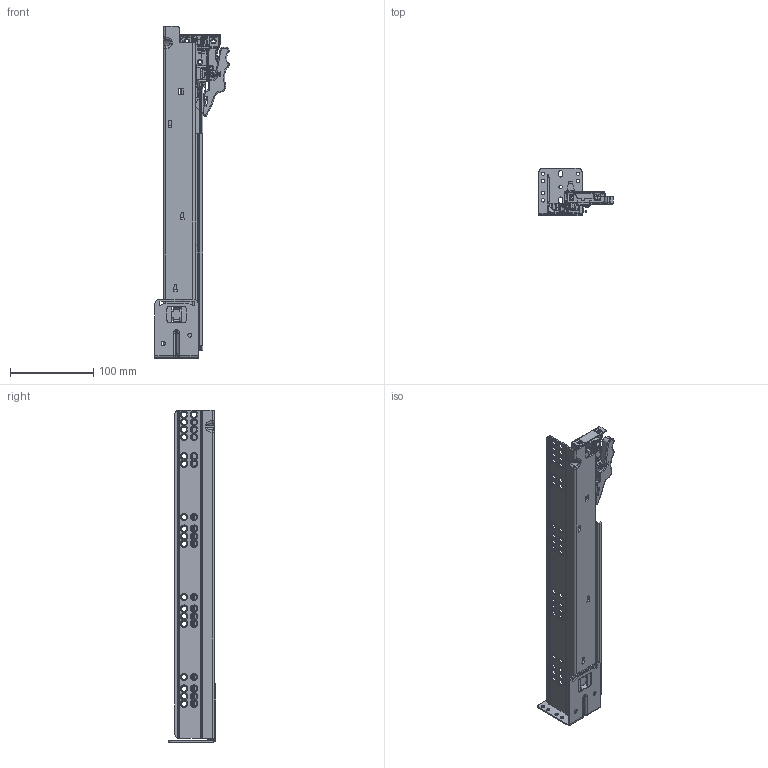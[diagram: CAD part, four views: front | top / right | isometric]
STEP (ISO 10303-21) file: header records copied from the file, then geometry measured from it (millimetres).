
FILE_DESCRIPTION (( 'STEP AP214' ), '1' );
FILE_NAME ('FR_3001.15inch_min_closed_left.STEP', '2022-10-31T12:18:42', ( '' ), ( '' ), 'SwSTEP 2.0', 'SolidWorks 2020', '' );
FILE_SCHEMA (( 'AUTOMOTIVE_DESIGN' ));
Length unit declared in the file: millimetre
Products named in the file (30): FR 3001.15-03.C047; FR 3XXX LOCATING BLOCK LEFT; FR 3XXX END CAP; 3001.XXX-03.C047_NL  15; FR 3XXX ECD PIN; FR 3XXX ECD LATCH PIVOT LEFT; FR 3XXX HANDLE SCREW; FR 3XXX ECD HOUSING LEFT; FR 3XXX ECD LEFT_ECD LEFT CLOSED; FR 3001 REAR BRACKET; FR 3XXX ECD DAMPER CYLINDER; FR 3XXX L_R ADJUSTMENT THREAD; FR 3XXX THUMBWHEEL; FR 3XXX LOCKING HANDLE LEFT; FR_3001.15inch_min_closed_left; FR 3XXX METAL PLATE LEFT; 3001.XXX-02.C047_NL 15; FR 3XXX HOOK; FR 3XXX ECD LONG SPRING; FR 3XXX.XXX-04; FR 3XXX HOUSING SCREW; FR 3XXX SLIDER LEFT; FR 3XXX ECD DAMPER ROD; FR 3XXX PLASTIC HOUSING LEFT; FR 3001.15-01.C047; FR 3XXX CLOSE ADJUSTMENT LEFT; FR 3XXX ECD LATCH LEFT; FR 3001.15-02.C047; FR 3XXX ECD SHORT SPRING LEFT; 3001.XXX-01.C047_NL  15 CLOSED
Assembly tree (32 placements, depth 4):
  FR_3001.15inch_min_closed_left
    3001.XXX-01.C047_NL  15 CLOSED
      FR 3001.15-01.C047
      FR 3XXX ECD LEFT_ECD LEFT CLOSED
        FR 3XXX ECD HOUSING LEFT
        FR 3XXX ECD SHORT SPRING LEFT
        FR 3XXX ECD LONG SPRING
        FR 3XXX ECD DAMPER CYLINDER
        FR 3XXX ECD DAMPER ROD
        FR 3XXX ECD LATCH PIVOT LEFT
        FR 3XXX ECD LATCH LEFT
    3001.XXX-02.C047_NL 15
      FR 3001.15-02.C047
    3001.XXX-03.C047_NL  15
      FR 3XXX END CAP
      FR 3001.15-03.C047
      FR 3XXX ECD PIN
      FR 3XXX HOOK
    FR 3XXX.XXX-04
      FR 3XXX METAL PLATE LEFT
      FR 3XXX PLASTIC HOUSING LEFT
      FR 3XXX SLIDER LEFT
      FR 3XXX L_R ADJUSTMENT THREAD
      FR 3XXX HANDLE SCREW
      FR 3XXX CLOSE ADJUSTMENT LEFT
      FR 3XXX LOCATING BLOCK LEFT
      FR 3XXX LOCKING HANDLE LEFT
      FR 3XXX THUMBWHEEL  x2
      FR 3XXX HOUSING SCREW  x3
    FR 3001 REAR BRACKET
Bounding box: 89.06 x 57 x 398.5 mm (x, y, z)
Volume: 163434.1 mm3; surface area: 222243.4 mm2
Topology: 27 solids, 27 shells, 4769 faces, 12077 edges, 7192 vertices
Faces by surface type: cylinder 1797, plane 1542, torus 824, bspline 230, cone 212, sphere 164
Entity records: 142613 total; most frequent: CARTESIAN_POINT 37023, DIRECTION 22679, ORIENTED_EDGE 21822, EDGE_CURVE 10911, AXIS2_PLACEMENT_3D 8461, VERTEX_POINT 6625, VECTOR 5757, LINE 5757
